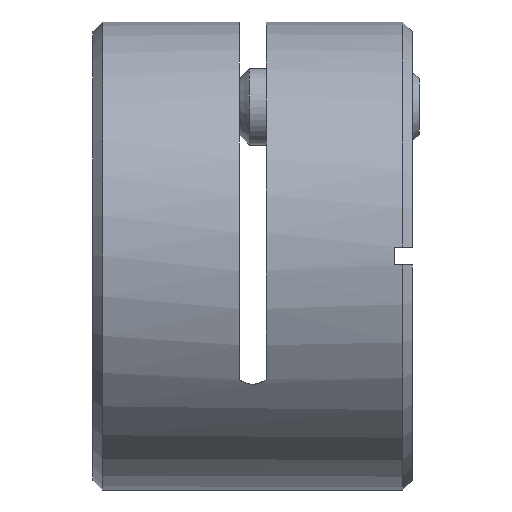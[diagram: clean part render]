
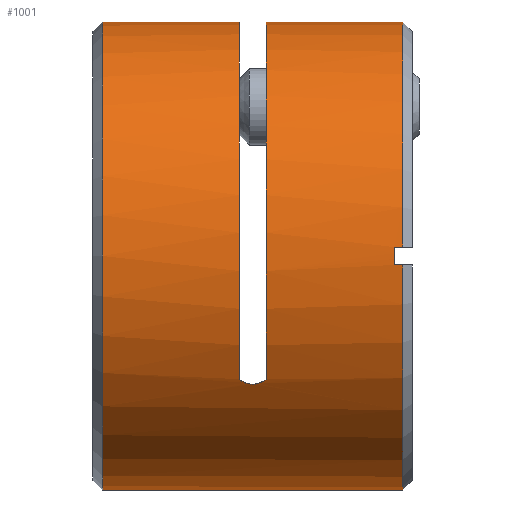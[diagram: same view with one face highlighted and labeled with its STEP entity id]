
A CAD part, front view. The second image highlights one B-rep face of the part: STEP entity #1001.
In plain terms, the highlighted cylindrical face has radius 8.731 mm (diameter 17.462 mm), a partial arc.
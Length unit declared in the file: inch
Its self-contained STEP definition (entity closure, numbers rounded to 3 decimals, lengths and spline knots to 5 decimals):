
#3 = CARTESIAN_POINT ( 'NONE',  ( 0.25425, 0.29229, 0.18092 ) ) ;
#11 = CARTESIAN_POINT ( 'NONE',  ( 0.2345, 0.28756, 0.18834 ) ) ;
#21 = CARTESIAN_POINT ( 'NONE',  ( 0.01414, 0., 0.34375 ) ) ;
#25 = ORIENTED_EDGE ( 'NONE', *, *, #379, .F. ) ;
#40 = DIRECTION ( 'NONE',  ( -1., 0., 0. ) ) ;
#44 = EDGE_CURVE ( 'NONE', #737, #1103, #297, .T. ) ;
#54 = CARTESIAN_POINT ( 'NONE',  ( 0.25425, 0., 0. ) ) ;
#55 = ORIENTED_EDGE ( 'NONE', *, *, #604, .T. ) ;
#94 = CARTESIAN_POINT ( 'NONE',  ( 0.22712, 0.28802, 0.18764 ) ) ;
#102 = DIRECTION ( 'NONE',  ( -1., 0., 0. ) ) ;
#110 = CYLINDRICAL_SURFACE ( 'NONE', #1049, 0.34375 ) ;
#118 = EDGE_CURVE ( 'NONE', #605, #1260, #566, .T. ) ;
#125 = CARTESIAN_POINT ( 'NONE',  ( 0.24189, 0.28803, 0.18764 ) ) ;
#148 = VERTEX_POINT ( 'NONE', #1590 ) ;
#163 = LINE ( 'NONE', #1574, #426 ) ;
#174 = AXIS2_PLACEMENT_3D ( 'NONE', #938, #1591, #1431 ) ;
#200 = DIRECTION ( 'NONE',  ( -1., 0., 0. ) ) ;
#213 = ORIENTED_EDGE ( 'NONE', *, *, #1155, .T. ) ;
#231 = VERTEX_POINT ( 'NONE', #1105 ) ;
#249 = CIRCLE ( 'NONE', #1179, 0.34375 ) ;
#273 = VERTEX_POINT ( 'NONE', #356 ) ;
#296 = EDGE_CURVE ( 'NONE', #607, #1205, #856, .T. ) ;
#297 = CIRCLE ( 'NONE', #1135, 0.34375 ) ;
#300 = DIRECTION ( 'NONE',  ( 0., 0., -1. ) ) ;
#327 = CARTESIAN_POINT ( 'NONE',  ( 0.45486, 0.3435, -0.01317 ) ) ;
#341 = ORIENTED_EDGE ( 'NONE', *, *, #1232, .F. ) ;
#345 = CARTESIAN_POINT ( 'NONE',  ( 0.21475, 0.29229, 0.18092 ) ) ;
#356 = CARTESIAN_POINT ( 'NONE',  ( 0.21475, 0.29229, 0.18092 ) ) ;
#358 = CARTESIAN_POINT ( 'NONE',  ( 0.25425, 0., -0.34375 ) ) ;
#359 = VECTOR ( 'NONE', #1413, 39.37008 ) ;
#364 = CARTESIAN_POINT ( 'NONE',  ( 0.21735, 0.29088, 0.1832 ) ) ;
#372 = CARTESIAN_POINT ( 'NONE',  ( 0.21475, 0., 0. ) ) ;
#375 = EDGE_CURVE ( 'NONE', #1646, #530, #1645, .T. ) ;
#377 = CARTESIAN_POINT ( 'NONE',  ( 0.2345, 0.28756, 0.18834 ) ) ;
#379 = EDGE_CURVE ( 'NONE', #148, #273, #1491, .T. ) ;
#426 = VECTOR ( 'NONE', #688, 39.37008 ) ;
#427 = ORIENTED_EDGE ( 'NONE', *, *, #118, .F. ) ;
#460 = VECTOR ( 'NONE', #1532, 39.37008 ) ;
#477 = DIRECTION ( 'NONE',  ( 1., 0., 0. ) ) ;
#486 = VECTOR ( 'NONE', #200, 39.37008 ) ;
#521 = DIRECTION ( 'NONE',  ( 0., 0., 1. ) ) ;
#522 = CARTESIAN_POINT ( 'NONE',  ( 0.01414, 0., -0.34375 ) ) ;
#530 = VERTEX_POINT ( 'NONE', #1558 ) ;
#533 = VECTOR ( 'NONE', #477, 39.37008 ) ;
#537 = CARTESIAN_POINT ( 'NONE',  ( 0.2345, 0.28756, 0.18834 ) ) ;
#566 = LINE ( 'NONE', #1335, #486 ) ;
#579 = ORIENTED_EDGE ( 'NONE', *, *, #1567, .T. ) ;
#586 = EDGE_CURVE ( 'NONE', #148, #922, #163, .T. ) ;
#599 = ORIENTED_EDGE ( 'NONE', *, *, #1618, .T. ) ;
#604 = EDGE_CURVE ( 'NONE', #1646, #231, #1250, .T. ) ;
#605 = VERTEX_POINT ( 'NONE', #1582 ) ;
#607 = VERTEX_POINT ( 'NONE', #1354 ) ;
#611 = ORIENTED_EDGE ( 'NONE', *, *, #586, .T. ) ;
#628 = ORIENTED_EDGE ( 'NONE', *, *, #375, .F. ) ;
#634 = CARTESIAN_POINT ( 'NONE',  ( 0., 0.3435, -0.01317 ) ) ;
#640 = DIRECTION ( 'NONE',  ( 1., 0., 0. ) ) ;
#662 = AXIS2_PLACEMENT_3D ( 'NONE', #372, #640, #1266 ) ;
#688 = DIRECTION ( 'NONE',  ( -1., 0., 0. ) ) ;
#710 = EDGE_CURVE ( 'NONE', #273, #1261, #1185, .T. ) ;
#737 = VERTEX_POINT ( 'NONE', #1006 ) ;
#778 = AXIS2_PLACEMENT_3D ( 'NONE', #1171, #789, #521 ) ;
#782 = CARTESIAN_POINT ( 'NONE',  ( 0.23819, 0.28756, 0.18834 ) ) ;
#789 = DIRECTION ( 'NONE',  ( -1., 0., 0. ) ) ;
#790 = DIRECTION ( 'NONE',  ( 0., 0., -1. ) ) ;
#856 = LINE ( 'NONE', #1614, #533 ) ;
#886 = CIRCLE ( 'NONE', #174, 0.34375 ) ;
#922 = VERTEX_POINT ( 'NONE', #522 ) ;
#938 = CARTESIAN_POINT ( 'NONE',  ( 0.45486, 0., 0. ) ) ;
#1001 = ADVANCED_FACE ( 'CYL_0', ( #1247 ), #110, .T. ) ;
#1006 = CARTESIAN_POINT ( 'NONE',  ( 0.25425, 0.29229, 0.18092 ) ) ;
#1049 = AXIS2_PLACEMENT_3D ( 'NONE', #1617, #102, #1388 ) ;
#1093 = CARTESIAN_POINT ( 'NONE',  ( 0.44267, 0., 0. ) ) ;
#1103 = VERTEX_POINT ( 'NONE', #358 ) ;
#1105 = CARTESIAN_POINT ( 'NONE',  ( 0.45486, 0., -0.34375 ) ) ;
#1121 = EDGE_CURVE ( 'NONE', #1260, #922, #1476, .T. ) ;
#1135 = AXIS2_PLACEMENT_3D ( 'NONE', #54, #1437, #300 ) ;
#1155 = EDGE_CURVE ( 'NONE', #231, #1103, #1305, .T. ) ;
#1171 = CARTESIAN_POINT ( 'NONE',  ( 0.01414, 0., 0. ) ) ;
#1179 = AXIS2_PLACEMENT_3D ( 'NONE', #1093, #40, #790 ) ;
#1185 = B_SPLINE_CURVE_WITH_KNOTS ( 'NONE', 3,
 ( #345, #364, #1634, #94, #1510, #377 ),
 .UNSPECIFIED., .F., .F.,
 ( 4, 2, 4 ),
 ( 0., 0.00028, 0.00056 ),
 .UNSPECIFIED. ) ;
#1205 = VERTEX_POINT ( 'NONE', #1529 ) ;
#1226 = ORIENTED_EDGE ( 'NONE', *, *, #1121, .F. ) ;
#1232 = EDGE_CURVE ( 'NONE', #1261, #737, #1406, .T. ) ;
#1247 = FACE_OUTER_BOUND ( 'NONE', #1408, .T. ) ;
#1250 = CIRCLE ( 'NONE', #1516, 0.34375 ) ;
#1260 = VERTEX_POINT ( 'NONE', #21 ) ;
#1261 = VERTEX_POINT ( 'NONE', #537 ) ;
#1266 = DIRECTION ( 'NONE',  ( 0., 0., 1. ) ) ;
#1277 = ORIENTED_EDGE ( 'NONE', *, *, #710, .F. ) ;
#1289 = ORIENTED_EDGE ( 'NONE', *, *, #44, .F. ) ;
#1295 = CARTESIAN_POINT ( 'NONE',  ( 0.25165, 0.29088, 0.18319 ) ) ;
#1298 = DIRECTION ( 'NONE',  ( 0., 0., 1. ) ) ;
#1305 = LINE ( 'NONE', #1418, #359 ) ;
#1335 = CARTESIAN_POINT ( 'NONE',  ( 0., 0., 0.34375 ) ) ;
#1354 = CARTESIAN_POINT ( 'NONE',  ( 0.44267, 0.3435, 0.01317 ) ) ;
#1365 = ORIENTED_EDGE ( 'NONE', *, *, #296, .F. ) ;
#1388 = DIRECTION ( 'NONE',  ( 0., 0., 1. ) ) ;
#1397 = CARTESIAN_POINT ( 'NONE',  ( 0.2486, 0.28969, 0.18506 ) ) ;
#1406 = B_SPLINE_CURVE_WITH_KNOTS ( 'NONE', 3,
 ( #11, #782, #125, #1397, #1295, #3 ),
 .UNSPECIFIED., .F., .F.,
 ( 4, 2, 4 ),
 ( 0.00056, 0.00084, 0.00112 ),
 .UNSPECIFIED. ) ;
#1408 = EDGE_LOOP ( 'NONE', ( #55, #213, #1289, #341, #1277, #25, #611, #1226, #427, #599, #1365, #579, #628 ) ) ;
#1413 = DIRECTION ( 'NONE',  ( -1., 0., 0. ) ) ;
#1418 = CARTESIAN_POINT ( 'NONE',  ( 0., 0., -0.34375 ) ) ;
#1431 = DIRECTION ( 'NONE',  ( 0., 0., 1. ) ) ;
#1437 = DIRECTION ( 'NONE',  ( -1., 0., 0. ) ) ;
#1476 = CIRCLE ( 'NONE', #778, 0.34375 ) ;
#1491 = CIRCLE ( 'NONE', #662, 0.34375 ) ;
#1510 = CARTESIAN_POINT ( 'NONE',  ( 0.23081, 0.28756, 0.18834 ) ) ;
#1516 = AXIS2_PLACEMENT_3D ( 'NONE', #1584, #1565, #1298 ) ;
#1529 = CARTESIAN_POINT ( 'NONE',  ( 0.45486, 0.3435, 0.01317 ) ) ;
#1532 = DIRECTION ( 'NONE',  ( -1., 0., 0. ) ) ;
#1558 = CARTESIAN_POINT ( 'NONE',  ( 0.44267, 0.3435, -0.01317 ) ) ;
#1565 = DIRECTION ( 'NONE',  ( -1., 0., 0. ) ) ;
#1567 = EDGE_CURVE ( 'NONE', #607, #530, #249, .T. ) ;
#1574 = CARTESIAN_POINT ( 'NONE',  ( 0., 0., -0.34375 ) ) ;
#1582 = CARTESIAN_POINT ( 'NONE',  ( 0.45486, 0., 0.34375 ) ) ;
#1584 = CARTESIAN_POINT ( 'NONE',  ( 0.45486, 0., 0. ) ) ;
#1590 = CARTESIAN_POINT ( 'NONE',  ( 0.21475, 0., -0.34375 ) ) ;
#1591 = DIRECTION ( 'NONE',  ( -1., 0., 0. ) ) ;
#1614 = CARTESIAN_POINT ( 'NONE',  ( 0., 0.3435, 0.01317 ) ) ;
#1617 = CARTESIAN_POINT ( 'NONE',  ( 0., 0., 0. ) ) ;
#1618 = EDGE_CURVE ( 'NONE', #605, #1205, #886, .T. ) ;
#1634 = CARTESIAN_POINT ( 'NONE',  ( 0.22038, 0.28969, 0.18505 ) ) ;
#1645 = LINE ( 'NONE', #634, #460 ) ;
#1646 = VERTEX_POINT ( 'NONE', #327 ) ;
